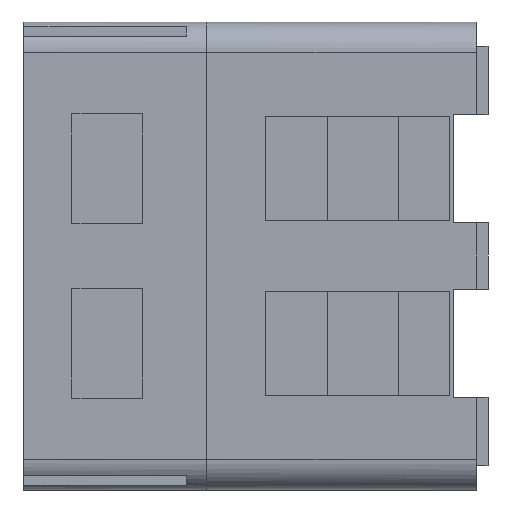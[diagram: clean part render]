
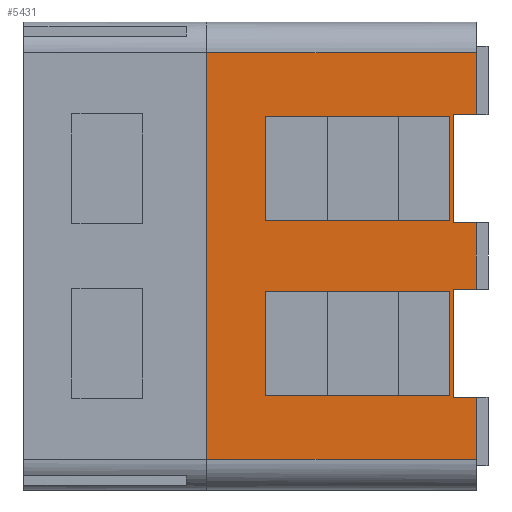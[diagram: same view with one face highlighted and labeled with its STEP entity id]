
A CAD part, left-side view. The second image highlights one B-rep face of the part: STEP entity #5431.
In plain terms, the highlighted planar face has unit normal (-1, 0, 0).
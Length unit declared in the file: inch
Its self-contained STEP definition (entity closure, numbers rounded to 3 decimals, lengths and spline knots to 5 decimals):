
#129=DIRECTION('',(0.,0.,1.));
#130=VECTOR('',#129,6.976);
#131=CARTESIAN_POINT('',(-16.125,2.25,-9.138));
#132=LINE('',#131,#130);
#133=DIRECTION('',(0.,1.,0.));
#134=VECTOR('',#133,1.5);
#135=CARTESIAN_POINT('',(-16.125,0.75,-9.138));
#136=LINE('',#135,#134);
#137=DIRECTION('',(0.,0.,1.));
#138=VECTOR('',#137,3.987);
#139=CARTESIAN_POINT('',(-16.125,0.75,-13.125));
#140=LINE('',#139,#138);
#141=DIRECTION('',(0.,-1.,0.));
#142=VECTOR('',#141,17.4375);
#143=CARTESIAN_POINT('',(-16.125,18.1875,-13.125));
#144=LINE('',#143,#142);
#145=DIRECTION('',(0.,-1.,0.));
#146=VECTOR('',#145,17.4375);
#147=CARTESIAN_POINT('',(-16.125,18.1875,13.125));
#148=LINE('',#147,#146);
#149=DIRECTION('',(0.,0.,1.));
#150=VECTOR('',#149,3.987);
#151=CARTESIAN_POINT('',(-16.125,0.75,9.138));
#152=LINE('',#151,#150);
#153=DIRECTION('',(0.,1.,0.));
#154=VECTOR('',#153,1.5);
#155=CARTESIAN_POINT('',(-16.125,0.75,9.138));
#156=LINE('',#155,#154);
#157=DIRECTION('',(0.,0.,1.));
#158=VECTOR('',#157,6.976);
#159=CARTESIAN_POINT('',(-16.125,2.25,2.162));
#160=LINE('',#159,#158);
#161=DIRECTION('',(0.,1.,0.));
#162=VECTOR('',#161,1.5);
#163=CARTESIAN_POINT('',(-16.125,0.75,2.162));
#164=LINE('',#163,#162);
#165=DIRECTION('',(0.,0.,1.));
#166=VECTOR('',#165,4.324);
#167=CARTESIAN_POINT('',(-16.125,0.75,-2.162));
#168=LINE('',#167,#166);
#169=DIRECTION('',(0.,1.,0.));
#170=VECTOR('',#169,1.5);
#171=CARTESIAN_POINT('',(-16.125,0.75,-2.162));
#172=LINE('',#171,#170);
#173=DIRECTION('',(0.,0.,-1.));
#174=VECTOR('',#173,6.759);
#175=CARTESIAN_POINT('',(-16.125,14.365,-2.283));
#176=LINE('',#175,#174);
#177=DIRECTION('',(0.,0.,1.));
#178=VECTOR('',#177,6.759);
#179=CARTESIAN_POINT('',(-16.125,2.509,-9.042));
#180=LINE('',#179,#178);
#181=DIRECTION('',(0.,0.,1.));
#182=VECTOR('',#181,6.759);
#183=CARTESIAN_POINT('',(-16.125,2.509,2.283));
#184=LINE('',#183,#182);
#185=DIRECTION('',(0.,0.,-1.));
#186=VECTOR('',#185,6.759);
#187=CARTESIAN_POINT('',(-16.125,14.365,9.042));
#188=LINE('',#187,#186);
#512=DIRECTION('',(0.,0.,1.));
#513=VECTOR('',#512,26.25);
#514=CARTESIAN_POINT('',(-16.125,18.1875,-13.125));
#515=LINE('',#514,#513);
#3733=DIRECTION('',(0.,-1.,0.));
#3734=VECTOR('',#3733,11.856);
#3735=CARTESIAN_POINT('',(-16.125,14.365,-2.283));
#3736=LINE('',#3735,#3734);
#3805=DIRECTION('',(0.,1.,0.));
#3806=VECTOR('',#3805,11.856);
#3807=CARTESIAN_POINT('',(-16.125,2.509,-9.042));
#3808=LINE('',#3807,#3806);
#3857=DIRECTION('',(0.,1.,0.));
#3858=VECTOR('',#3857,11.856);
#3859=CARTESIAN_POINT('',(-16.125,2.509,2.283));
#3860=LINE('',#3859,#3858);
#3877=DIRECTION('',(0.,-1.,0.));
#3878=VECTOR('',#3877,11.856);
#3879=CARTESIAN_POINT('',(-16.125,14.365,9.042));
#3880=LINE('',#3879,#3878);
#3909=CARTESIAN_POINT('',(-16.125,18.1875,-13.125));
#3910=CARTESIAN_POINT('',(-16.125,18.1875,13.125));
#3911=VERTEX_POINT('',#3909);
#3912=VERTEX_POINT('',#3910);
#3934=CARTESIAN_POINT('',(-16.125,0.75,13.125));
#3936=VERTEX_POINT('',#3934);
#3945=CARTESIAN_POINT('',(-16.125,0.75,-13.125));
#3947=VERTEX_POINT('',#3945);
#4013=CARTESIAN_POINT('',(-16.125,2.25,-9.138));
#4014=CARTESIAN_POINT('',(-16.125,2.25,-2.162));
#4015=VERTEX_POINT('',#4013);
#4016=VERTEX_POINT('',#4014);
#4017=CARTESIAN_POINT('',(-16.125,2.25,2.162));
#4018=CARTESIAN_POINT('',(-16.125,2.25,9.138));
#4019=VERTEX_POINT('',#4017);
#4020=VERTEX_POINT('',#4018);
#4021=CARTESIAN_POINT('',(-16.125,0.75,2.162));
#4022=VERTEX_POINT('',#4021);
#4023=CARTESIAN_POINT('',(-16.125,0.75,-2.162));
#4024=VERTEX_POINT('',#4023);
#4025=CARTESIAN_POINT('',(-16.125,0.75,-9.138));
#4026=VERTEX_POINT('',#4025);
#4027=CARTESIAN_POINT('',(-16.125,0.75,9.138));
#4028=VERTEX_POINT('',#4027);
#4245=CARTESIAN_POINT('',(-16.125,2.509,-2.283));
#4246=VERTEX_POINT('',#4245);
#4247=CARTESIAN_POINT('',(-16.125,14.365,-2.283));
#4248=VERTEX_POINT('',#4247);
#4249=CARTESIAN_POINT('',(-16.125,14.365,-9.042));
#4250=VERTEX_POINT('',#4249);
#4251=CARTESIAN_POINT('',(-16.125,2.509,-9.042));
#4252=VERTEX_POINT('',#4251);
#4253=CARTESIAN_POINT('',(-16.125,2.509,2.283));
#4254=VERTEX_POINT('',#4253);
#4255=CARTESIAN_POINT('',(-16.125,2.509,9.042));
#4256=VERTEX_POINT('',#4255);
#4257=CARTESIAN_POINT('',(-16.125,14.365,9.042));
#4258=VERTEX_POINT('',#4257);
#4259=CARTESIAN_POINT('',(-16.125,14.365,2.283));
#4260=VERTEX_POINT('',#4259);
#5384=CARTESIAN_POINT('',(-16.125,0.,-15.125));
#5385=DIRECTION('',(-1.,0.,0.));
#5386=DIRECTION('',(0.,0.,1.));
#5387=AXIS2_PLACEMENT_3D('',#5384,#5385,#5386);
#5388=PLANE('',#5387);
#5389=ORIENTED_EDGE('',*,*,#5328,.F.);
#5391=ORIENTED_EDGE('',*,*,#5390,.F.);
#5393=ORIENTED_EDGE('',*,*,#5392,.F.);
#5395=ORIENTED_EDGE('',*,*,#5394,.F.);
#5397=ORIENTED_EDGE('',*,*,#5396,.T.);
#5399=ORIENTED_EDGE('',*,*,#5398,.T.);
#5401=ORIENTED_EDGE('',*,*,#5400,.F.);
#5403=ORIENTED_EDGE('',*,*,#5402,.T.);
#5404=ORIENTED_EDGE('',*,*,#5333,.F.);
#5405=ORIENTED_EDGE('',*,*,#5239,.F.);
#5407=ORIENTED_EDGE('',*,*,#5406,.F.);
#5408=ORIENTED_EDGE('',*,*,#5302,.T.);
#5409=EDGE_LOOP('',(#5389,#5391,#5393,#5395,#5397,#5399,#5401,#5403,#5404,#5405,
#5407,#5408));
#5410=FACE_OUTER_BOUND('',#5409,.F.);
#5412=ORIENTED_EDGE('',*,*,#5411,.F.);
#5414=ORIENTED_EDGE('',*,*,#5413,.T.);
#5416=ORIENTED_EDGE('',*,*,#5415,.F.);
#5418=ORIENTED_EDGE('',*,*,#5417,.T.);
#5419=EDGE_LOOP('',(#5412,#5414,#5416,#5418));
#5420=FACE_BOUND('',#5419,.F.);
#5422=ORIENTED_EDGE('',*,*,#5421,.T.);
#5424=ORIENTED_EDGE('',*,*,#5423,.F.);
#5426=ORIENTED_EDGE('',*,*,#5425,.T.);
#5428=ORIENTED_EDGE('',*,*,#5427,.F.);
#5429=EDGE_LOOP('',(#5422,#5424,#5426,#5428));
#5430=FACE_BOUND('',#5429,.F.);
#5431=ADVANCED_FACE('',(#5410,#5420,#5430),#5388,.T.);
#5239=EDGE_CURVE('',#4022,#4019,#164,.T.);
#5302=EDGE_CURVE('',#4024,#4016,#172,.T.);
#5328=EDGE_CURVE('',#4015,#4016,#132,.T.);
#5333=EDGE_CURVE('',#4019,#4020,#160,.T.);
#5390=EDGE_CURVE('',#4026,#4015,#136,.T.);
#5392=EDGE_CURVE('',#3947,#4026,#140,.T.);
#5394=EDGE_CURVE('',#3911,#3947,#144,.T.);
#5396=EDGE_CURVE('',#3911,#3912,#515,.T.);
#5398=EDGE_CURVE('',#3912,#3936,#148,.T.);
#5400=EDGE_CURVE('',#4028,#3936,#152,.T.);
#5402=EDGE_CURVE('',#4028,#4020,#156,.T.);
#5406=EDGE_CURVE('',#4024,#4022,#168,.T.);
#5411=EDGE_CURVE('',#4248,#4246,#3736,.T.);
#5413=EDGE_CURVE('',#4248,#4250,#176,.T.);
#5415=EDGE_CURVE('',#4252,#4250,#3808,.T.);
#5417=EDGE_CURVE('',#4252,#4246,#180,.T.);
#5421=EDGE_CURVE('',#4254,#4256,#184,.T.);
#5423=EDGE_CURVE('',#4258,#4256,#3880,.T.);
#5425=EDGE_CURVE('',#4258,#4260,#188,.T.);
#5427=EDGE_CURVE('',#4254,#4260,#3860,.T.);
